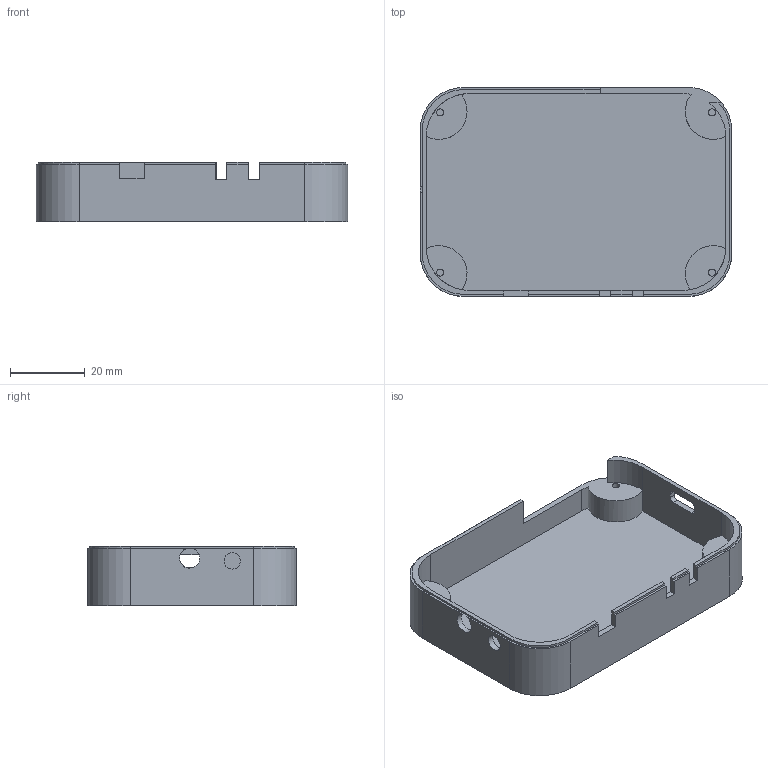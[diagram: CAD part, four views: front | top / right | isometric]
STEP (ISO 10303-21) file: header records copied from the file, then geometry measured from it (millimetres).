
FILE_DESCRIPTION(('FreeCAD Model'),'2;1');
FILE_NAME('Open CASCADE Shape Model','2025-10-30T11:54:50',(''),(''), 'Open CASCADE STEP processor 7.8','FreeCAD','Unknown');
FILE_SCHEMA(('AUTOMOTIVE_DESIGN { 1 0 10303 214 1 1 1 1 }'));
Length unit declared in the file: millimetre
Products named in the file (1): bottom
Bounding box: 83.5 x 56 x 16 mm (x, y, z)
Volume: 15518.3 mm3; surface area: 16481.1 mm2
Topology: 1 solids, 1 shells, 76 faces, 214 edges, 143 vertices
Faces by surface type: plane 49, cylinder 27
Full cylindrical faces by diameter (mm): 1.9 x4, 4.4 x1, 5.4 x1
Entity records: 2507 total; most frequent: CARTESIAN_POINT 434, DIRECTION 433, ORIENTED_EDGE 428, EDGE_CURVE 214, LINE 149, VECTOR 149, VERTEX_POINT 143, AXIS2_PLACEMENT_3D 142
